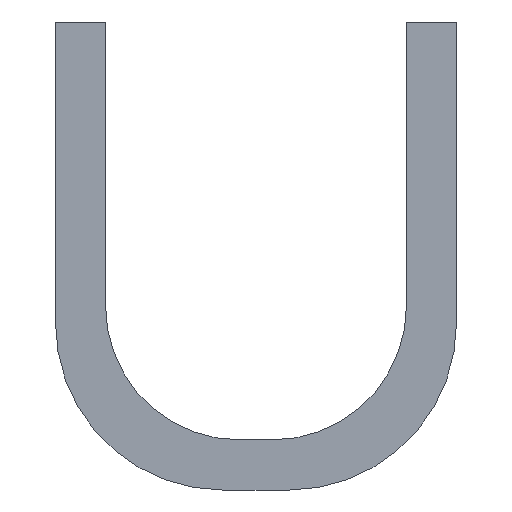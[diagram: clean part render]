
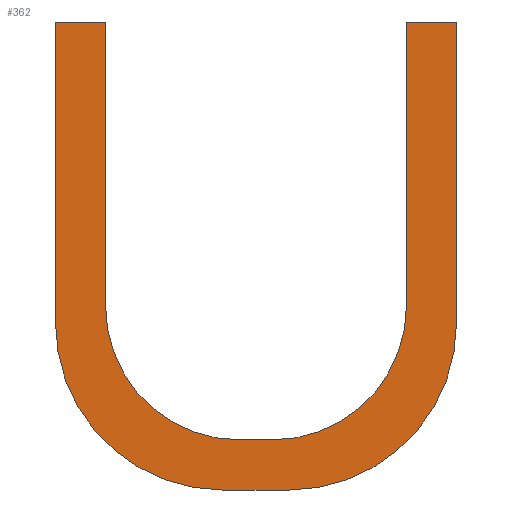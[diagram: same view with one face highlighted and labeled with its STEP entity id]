
A CAD part, left-side view. The second image highlights one B-rep face of the part: STEP entity #362.
In plain terms, the highlighted planar face has unit normal (-1, 0, 0).
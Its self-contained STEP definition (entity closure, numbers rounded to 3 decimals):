
#1=DIRECTION('',(0.,0.,-1.));
#2=VECTOR('',#1,45.);
#3=CARTESIAN_POINT('',(0.,-30.,31.25));
#4=LINE('',#3,#2);
#5=CARTESIAN_POINT('',(0.,-5.,-13.75));
#6=DIRECTION('',(1.,0.,0.));
#7=DIRECTION('',(0.,-1.,0.));
#8=AXIS2_PLACEMENT_3D('',#5,#6,#7);
#10=DIRECTION('',(0.,1.,0.));
#11=VECTOR('',#10,10.);
#12=CARTESIAN_POINT('',(0.,-5.,-38.75));
#13=LINE('',#12,#11);
#14=CARTESIAN_POINT('',(0.,5.,-13.75));
#15=DIRECTION('',(1.,0.,0.));
#16=DIRECTION('',(0.,0.,-1.));
#17=AXIS2_PLACEMENT_3D('',#14,#15,#16);
#19=DIRECTION('',(0.,0.,1.));
#20=VECTOR('',#19,45.);
#21=CARTESIAN_POINT('',(0.,30.,-13.75));
#22=LINE('',#21,#20);
#23=DIRECTION('',(0.,-1.,0.));
#24=VECTOR('',#23,7.5);
#25=CARTESIAN_POINT('',(0.,30.,31.25));
#26=LINE('',#25,#24);
#27=DIRECTION('',(0.,0.,-1.));
#28=VECTOR('',#27,42.5);
#29=CARTESIAN_POINT('',(0.,22.5,31.25));
#30=LINE('',#29,#28);
#31=CARTESIAN_POINT('',(0.,2.5,-11.25));
#32=DIRECTION('',(-1.,0.,0.));
#33=DIRECTION('',(0.,1.,0.));
#34=AXIS2_PLACEMENT_3D('',#31,#32,#33);
#36=DIRECTION('',(0.,-1.,0.));
#37=VECTOR('',#36,5.);
#38=CARTESIAN_POINT('',(0.,2.5,-31.25));
#39=LINE('',#38,#37);
#40=CARTESIAN_POINT('',(0.,-2.5,-11.25));
#41=DIRECTION('',(-1.,0.,0.));
#42=DIRECTION('',(0.,0.,-1.));
#43=AXIS2_PLACEMENT_3D('',#40,#41,#42);
#45=DIRECTION('',(0.,0.,1.));
#46=VECTOR('',#45,42.5);
#47=CARTESIAN_POINT('',(0.,-22.5,-11.25));
#48=LINE('',#47,#46);
#49=DIRECTION('',(0.,-1.,0.));
#50=VECTOR('',#49,7.5);
#51=CARTESIAN_POINT('',(0.,-22.5,31.25));
#52=LINE('',#51,#50);
#255=CARTESIAN_POINT('',(0.,-30.,31.25));
#256=CARTESIAN_POINT('',(0.,-30.,-13.75));
#257=VERTEX_POINT('',#255);
#258=VERTEX_POINT('',#256);
#259=CARTESIAN_POINT('',(0.,-5.,-38.75));
#260=VERTEX_POINT('',#259);
#261=CARTESIAN_POINT('',(0.,5.,-38.75));
#262=VERTEX_POINT('',#261);
#263=CARTESIAN_POINT('',(0.,30.,-13.75));
#264=VERTEX_POINT('',#263);
#265=CARTESIAN_POINT('',(0.,30.,31.25));
#266=VERTEX_POINT('',#265);
#267=CARTESIAN_POINT('',(0.,22.5,31.25));
#268=VERTEX_POINT('',#267);
#269=CARTESIAN_POINT('',(0.,22.5,-11.25));
#270=VERTEX_POINT('',#269);
#271=CARTESIAN_POINT('',(0.,2.5,-31.25));
#272=VERTEX_POINT('',#271);
#273=CARTESIAN_POINT('',(0.,-2.5,-31.25));
#274=VERTEX_POINT('',#273);
#275=CARTESIAN_POINT('',(0.,-22.5,-11.25));
#276=VERTEX_POINT('',#275);
#277=CARTESIAN_POINT('',(0.,-22.5,31.25));
#278=VERTEX_POINT('',#277);
#331=CARTESIAN_POINT('',(0.,0.,0.));
#332=DIRECTION('',(1.,0.,0.));
#333=DIRECTION('',(0.,0.,-1.));
#334=AXIS2_PLACEMENT_3D('',#331,#332,#333);
#335=PLANE('',#334);
#337=ORIENTED_EDGE('',*,*,#336,.T.);
#339=ORIENTED_EDGE('',*,*,#338,.T.);
#341=ORIENTED_EDGE('',*,*,#340,.T.);
#343=ORIENTED_EDGE('',*,*,#342,.T.);
#345=ORIENTED_EDGE('',*,*,#344,.T.);
#347=ORIENTED_EDGE('',*,*,#346,.T.);
#349=ORIENTED_EDGE('',*,*,#348,.T.);
#351=ORIENTED_EDGE('',*,*,#350,.T.);
#353=ORIENTED_EDGE('',*,*,#352,.T.);
#355=ORIENTED_EDGE('',*,*,#354,.T.);
#357=ORIENTED_EDGE('',*,*,#356,.T.);
#359=ORIENTED_EDGE('',*,*,#358,.T.);
#360=EDGE_LOOP('',(#337,#339,#341,#343,#345,#347,#349,#351,#353,#355,#357,
#359));
#361=FACE_OUTER_BOUND('',#360,.F.);
#362=ADVANCED_FACE('',(#361),#335,.F.);
#9=CIRCLE('',#8,25.);
#18=CIRCLE('',#17,25.);
#35=CIRCLE('',#34,20.);
#44=CIRCLE('',#43,20.);
#336=EDGE_CURVE('',#257,#258,#4,.T.);
#338=EDGE_CURVE('',#258,#260,#9,.T.);
#340=EDGE_CURVE('',#260,#262,#13,.T.);
#342=EDGE_CURVE('',#262,#264,#18,.T.);
#344=EDGE_CURVE('',#264,#266,#22,.T.);
#346=EDGE_CURVE('',#266,#268,#26,.T.);
#348=EDGE_CURVE('',#268,#270,#30,.T.);
#350=EDGE_CURVE('',#270,#272,#35,.T.);
#352=EDGE_CURVE('',#272,#274,#39,.T.);
#354=EDGE_CURVE('',#274,#276,#44,.T.);
#356=EDGE_CURVE('',#276,#278,#48,.T.);
#358=EDGE_CURVE('',#278,#257,#52,.T.);
